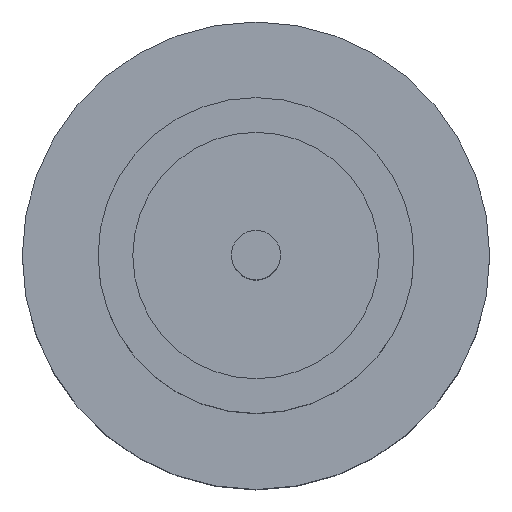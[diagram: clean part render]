
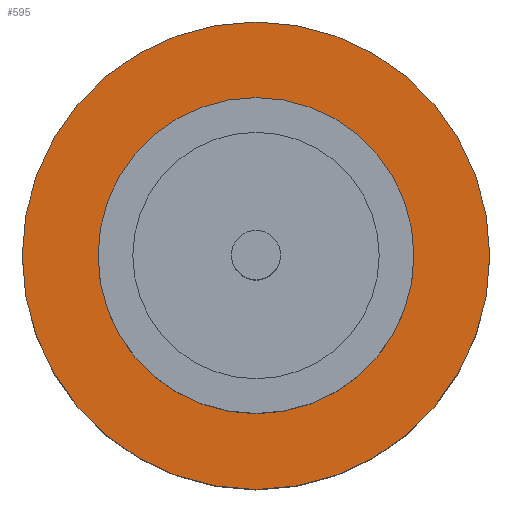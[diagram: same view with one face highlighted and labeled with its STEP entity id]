
A CAD part, top view. The second image highlights one B-rep face of the part: STEP entity #595.
In plain terms, the highlighted planar face has unit normal (0, 0, 1).
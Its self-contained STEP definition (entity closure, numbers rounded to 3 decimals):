
#58 = AXIS2_PLACEMENT_3D ( 'NONE', #105, #173, #645 ) ;
#83 = EDGE_CURVE ( 'NONE', #141, #85, #113, .T. ) ;
#85 = VERTEX_POINT ( 'NONE', #706 ) ;
#86 = DIRECTION ( 'NONE',  ( 0., 0., 1. ) ) ;
#105 = CARTESIAN_POINT ( 'NONE',  ( 0., 0., 1.55 ) ) ;
#113 = CIRCLE ( 'NONE', #237, 1.25 ) ;
#119 = CIRCLE ( 'NONE', #58, 1.25 ) ;
#121 = CARTESIAN_POINT ( 'NONE',  ( 0., 0., 1.55 ) ) ;
#141 = VERTEX_POINT ( 'NONE', #364 ) ;
#142 = CIRCLE ( 'NONE', #668, 1.85 ) ;
#145 = DIRECTION ( 'NONE',  ( 0., 0., 1. ) ) ;
#156 = CIRCLE ( 'NONE', #580, 1.85 ) ;
#173 = DIRECTION ( 'NONE',  ( 0., 0., 1. ) ) ;
#191 = EDGE_CURVE ( 'NONE', #85, #141, #119, .T. ) ;
#193 = CARTESIAN_POINT ( 'NONE',  ( 0., 0., 1.55 ) ) ;
#237 = AXIS2_PLACEMENT_3D ( 'NONE', #702, #86, #566 ) ;
#249 = ORIENTED_EDGE ( 'NONE', *, *, #750, .T. ) ;
#256 = DIRECTION ( 'NONE',  ( 1., 0., 0. ) ) ;
#364 = CARTESIAN_POINT ( 'NONE',  ( 1.25, 0., 1.55 ) ) ;
#375 = ORIENTED_EDGE ( 'NONE', *, *, #83, .F. ) ;
#397 = PLANE ( 'NONE',  #744 ) ;
#398 = DIRECTION ( 'NONE',  ( 0., 0., 1. ) ) ;
#435 = CARTESIAN_POINT ( 'NONE',  ( 1.85, 0., 1.55 ) ) ;
#456 = DIRECTION ( 'NONE',  ( 1., 0., 0. ) ) ;
#505 = VERTEX_POINT ( 'NONE', #435 ) ;
#529 = CARTESIAN_POINT ( 'NONE',  ( -1.85, 0., 1.55 ) ) ;
#553 = DIRECTION ( 'NONE',  ( 1., 0., 0. ) ) ;
#566 = DIRECTION ( 'NONE',  ( 1., 0., 0. ) ) ;
#580 = AXIS2_PLACEMENT_3D ( 'NONE', #689, #145, #553 ) ;
#595 = ADVANCED_FACE ( 'NONE', ( #768, #748 ), #397, .T. ) ;
#645 = DIRECTION ( 'NONE',  ( 1., 0., 0. ) ) ;
#665 = DIRECTION ( 'NONE',  ( 0., 0., 1. ) ) ;
#667 = EDGE_CURVE ( 'NONE', #505, #703, #142, .T. ) ;
#668 = AXIS2_PLACEMENT_3D ( 'NONE', #121, #665, #256 ) ;
#689 = CARTESIAN_POINT ( 'NONE',  ( 0., 0., 1.55 ) ) ;
#702 = CARTESIAN_POINT ( 'NONE',  ( 0., 0., 1.55 ) ) ;
#703 = VERTEX_POINT ( 'NONE', #529 ) ;
#706 = CARTESIAN_POINT ( 'NONE',  ( -1.25, 0., 1.55 ) ) ;
#730 = ORIENTED_EDGE ( 'NONE', *, *, #191, .F. ) ;
#744 = AXIS2_PLACEMENT_3D ( 'NONE', #193, #398, #456 ) ;
#748 = FACE_OUTER_BOUND ( 'NONE', #804, .T. ) ;
#750 = EDGE_CURVE ( 'NONE', #703, #505, #156, .T. ) ;
#757 = ORIENTED_EDGE ( 'NONE', *, *, #667, .T. ) ;
#768 = FACE_BOUND ( 'NONE', #827, .T. ) ;
#804 = EDGE_LOOP ( 'NONE', ( #249, #757 ) ) ;
#827 = EDGE_LOOP ( 'NONE', ( #375, #730 ) ) ;
